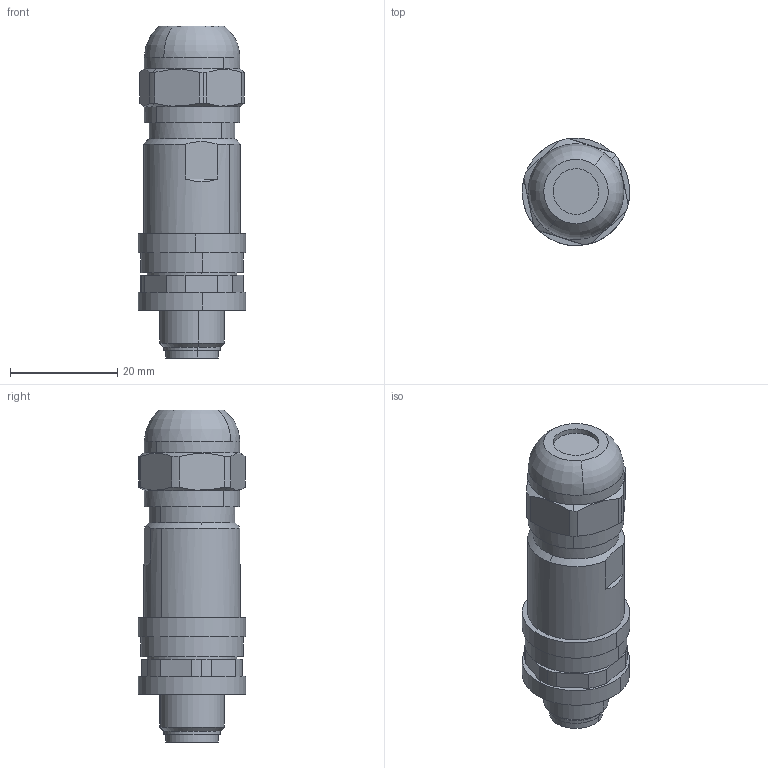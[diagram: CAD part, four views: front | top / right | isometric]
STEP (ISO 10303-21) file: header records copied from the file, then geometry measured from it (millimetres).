
FILE_DESCRIPTION(('HOOPS Exchange Step'),'2;1');
FILE_NAME('export-05C54EFE-5E6C-4C2E-8732-803D64102E59.stp','2022-12-03T14:56:02+01:00',('Engineering'),('Alibre'),'HOOPS Exchange 2021.0','Alibre','Unknown authorisation');
FILE_SCHEMA( ('AP242_MANAGED_MODEL_BASED_3D_ENGINEERING_MIM_LF {1 0 10303 442 1 1 4 }') );
Length unit declared in the file: millimetre
Products named in the file (2): 4633-1 M12 8 Pole MALE Shielded (Screw Terminals); 4633 M12 8 Pole MALE Shielded (Screw Terminals)
Assembly tree (1 placements, depth 2):
  4633 M12 8 Pole MALE Shielded (Screw Terminals)
    4633-1 M12 8 Pole MALE Shielded (Screw Terminals)
Bounding box: 20 x 20 x 61.8 mm (x, y, z)
Volume: 14060.5 mm3; surface area: 4564.1 mm2
Topology: 1 solids, 1 shells, 109 faces, 268 edges, 179 vertices
Faces by surface type: cylinder 60, plane 39, cone 8, torus 2
Entity records: 3557 total; most frequent: CARTESIAN_POINT 729, DIRECTION 631, ORIENTED_EDGE 536, EDGE_CURVE 268, AXIS2_PLACEMENT_3D 263, VERTEX_POINT 179, CIRCLE 147, EDGE_LOOP 127
